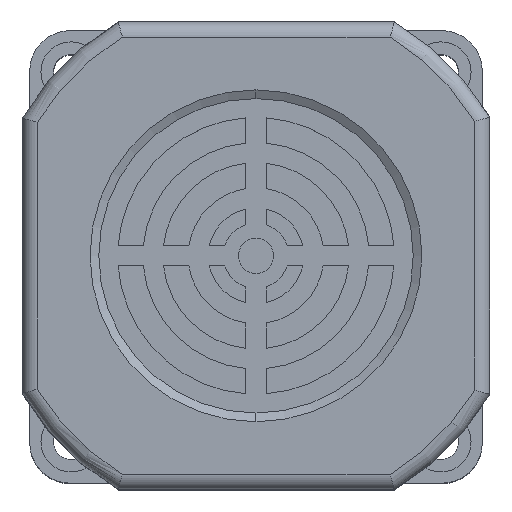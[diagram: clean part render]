
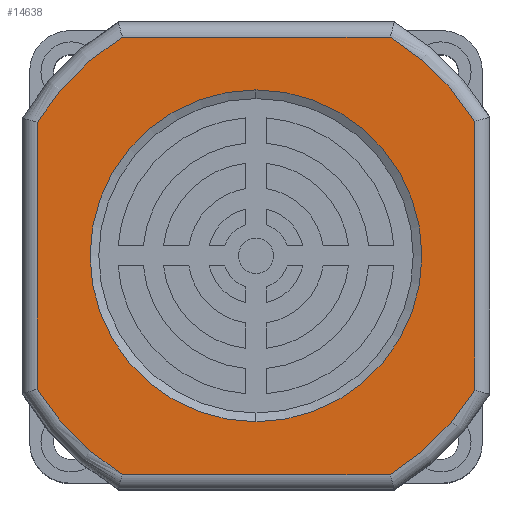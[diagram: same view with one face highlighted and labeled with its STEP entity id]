
A CAD part, top view. The second image highlights one B-rep face of the part: STEP entity #14638.
In plain terms, the highlighted face is planar.
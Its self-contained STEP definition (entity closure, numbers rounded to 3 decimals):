
#91 = DIRECTION ( 'NONE',  ( 0., -1., 0. ) ) ;
#185 = ORIENTED_EDGE ( 'NONE', *, *, #1084, .T. ) ;
#278 = EDGE_CURVE ( 'NONE', #14175, #5187, #5982, .T. ) ;
#305 = ORIENTED_EDGE ( 'NONE', *, *, #2450, .F. ) ;
#909 = ORIENTED_EDGE ( 'NONE', *, *, #5517, .F. ) ;
#914 = VERTEX_POINT ( 'NONE', #6454 ) ;
#1084 = EDGE_CURVE ( 'NONE', #3774, #14175, #15465, .T. ) ;
#1303 = EDGE_LOOP ( 'NONE', ( #13024, #185, #10655, #12334, #15186, #11325, #8162, #5721 ) ) ;
#1409 = CARTESIAN_POINT ( 'NONE',  ( 26.673, 0., -43.5 ) ) ;
#1452 = VERTEX_POINT ( 'NONE', #1454 ) ;
#1454 = CARTESIAN_POINT ( 'NONE',  ( 0., 0., 33. ) ) ;
#1909 = CARTESIAN_POINT ( 'NONE',  ( 0.05, 0., 0. ) ) ;
#2048 = CARTESIAN_POINT ( 'NONE',  ( 0.05, 0., 43.5 ) ) ;
#2090 = AXIS2_PLACEMENT_3D ( 'NONE', #7361, #91, #8593 ) ;
#2210 = DIRECTION ( 'NONE',  ( 0., 0., 1. ) ) ;
#2346 = EDGE_CURVE ( 'NONE', #4144, #3291, #12408, .T. ) ;
#2356 = DIRECTION ( 'NONE',  ( 0., -1., 0. ) ) ;
#2450 = EDGE_CURVE ( 'NONE', #1452, #15552, #4782, .T. ) ;
#2752 = VECTOR ( 'NONE', #9965, 1000. ) ;
#2760 = CARTESIAN_POINT ( 'NONE',  ( -26.572, 0., 43.5 ) ) ;
#3131 = DIRECTION ( 'NONE',  ( 0., 0., 1. ) ) ;
#3225 = DIRECTION ( 'NONE',  ( 0., -1., 0. ) ) ;
#3291 = VERTEX_POINT ( 'NONE', #9710 ) ;
#3380 = CARTESIAN_POINT ( 'NONE',  ( -43.5, 0., 0. ) ) ;
#3460 = AXIS2_PLACEMENT_3D ( 'NONE', #12697, #5418, #13958 ) ;
#3520 = CIRCLE ( 'NONE', #12560, 51. ) ;
#3774 = VERTEX_POINT ( 'NONE', #13195 ) ;
#4144 = VERTEX_POINT ( 'NONE', #6447 ) ;
#4331 = EDGE_CURVE ( 'NONE', #914, #3774, #6640, .T. ) ;
#4782 = CIRCLE ( 'NONE', #2090, 33. ) ;
#4888 = EDGE_CURVE ( 'NONE', #7580, #10793, #6250, .T. ) ;
#5187 = VERTEX_POINT ( 'NONE', #1409 ) ;
#5209 = EDGE_CURVE ( 'NONE', #10793, #914, #12869, .T. ) ;
#5418 = DIRECTION ( 'NONE',  ( 0., -1., 0. ) ) ;
#5517 = EDGE_CURVE ( 'NONE', #15552, #1452, #15523, .T. ) ;
#5721 = ORIENTED_EDGE ( 'NONE', *, *, #5209, .T. ) ;
#5982 = LINE ( 'NONE', #13603, #2752 ) ;
#6150 = FACE_BOUND ( 'NONE', #8645, .T. ) ;
#6250 = LINE ( 'NONE', #2048, #9462 ) ;
#6264 = VECTOR ( 'NONE', #10678, 1000. ) ;
#6379 = AXIS2_PLACEMENT_3D ( 'NONE', #10515, #3225, #11728 ) ;
#6388 = DIRECTION ( 'NONE',  ( 0., 0., 1. ) ) ;
#6415 = CARTESIAN_POINT ( 'NONE',  ( 0.05, 0., 0. ) ) ;
#6447 = CARTESIAN_POINT ( 'NONE',  ( 43.5, 0., -26.705 ) ) ;
#6454 = CARTESIAN_POINT ( 'NONE',  ( -43.5, 0., 26.54 ) ) ;
#6640 = LINE ( 'NONE', #3380, #6264 ) ;
#7093 = CIRCLE ( 'NONE', #6379, 51. ) ;
#7136 = EDGE_CURVE ( 'NONE', #5187, #4144, #3520, .T. ) ;
#7361 = CARTESIAN_POINT ( 'NONE',  ( 0., 0., 0. ) ) ;
#7580 = VERTEX_POINT ( 'NONE', #9336 ) ;
#7630 = DIRECTION ( 'NONE',  ( 0., 0., 1. ) ) ;
#8162 = ORIENTED_EDGE ( 'NONE', *, *, #4888, .T. ) ;
#8300 = AXIS2_PLACEMENT_3D ( 'NONE', #8775, #13678, #6388 ) ;
#8593 = DIRECTION ( 'NONE',  ( 0., 0., -1. ) ) ;
#8645 = EDGE_LOOP ( 'NONE', ( #909, #305 ) ) ;
#8681 = EDGE_CURVE ( 'NONE', #3291, #7580, #7093, .T. ) ;
#8775 = CARTESIAN_POINT ( 'NONE',  ( 0.05, 0., 0. ) ) ;
#8802 = VECTOR ( 'NONE', #2210, 1000. ) ;
#9336 = CARTESIAN_POINT ( 'NONE',  ( 26.673, 0., 43.5 ) ) ;
#9363 = FACE_OUTER_BOUND ( 'NONE', #1303, .T. ) ;
#9462 = VECTOR ( 'NONE', #10550, 1000. ) ;
#9602 = AXIS2_PLACEMENT_3D ( 'NONE', #1909, #10414, #3131 ) ;
#9622 = CARTESIAN_POINT ( 'NONE',  ( 0.05, 0., 0. ) ) ;
#9710 = CARTESIAN_POINT ( 'NONE',  ( 43.5, 0., 26.705 ) ) ;
#9965 = DIRECTION ( 'NONE',  ( 1., 0., 0. ) ) ;
#10414 = DIRECTION ( 'NONE',  ( 0., -1., 0. ) ) ;
#10515 = CARTESIAN_POINT ( 'NONE',  ( 0.05, 0., 0. ) ) ;
#10550 = DIRECTION ( 'NONE',  ( -1., 0., 0. ) ) ;
#10655 = ORIENTED_EDGE ( 'NONE', *, *, #278, .T. ) ;
#10678 = DIRECTION ( 'NONE',  ( 0., 0., -1. ) ) ;
#10793 = VERTEX_POINT ( 'NONE', #2760 ) ;
#10846 = DIRECTION ( 'NONE',  ( 0., 0., 1. ) ) ;
#11064 = CARTESIAN_POINT ( 'NONE',  ( -26.572, 0., -43.5 ) ) ;
#11325 = ORIENTED_EDGE ( 'NONE', *, *, #8681, .T. ) ;
#11728 = DIRECTION ( 'NONE',  ( 0., 0., 1. ) ) ;
#12217 = AXIS2_PLACEMENT_3D ( 'NONE', #6415, #14944, #7630 ) ;
#12334 = ORIENTED_EDGE ( 'NONE', *, *, #7136, .T. ) ;
#12408 = LINE ( 'NONE', #15458, #8802 ) ;
#12560 = AXIS2_PLACEMENT_3D ( 'NONE', #9622, #2356, #10846 ) ;
#12697 = CARTESIAN_POINT ( 'NONE',  ( 0., 0., 0. ) ) ;
#12869 = CIRCLE ( 'NONE', #12217, 51. ) ;
#13024 = ORIENTED_EDGE ( 'NONE', *, *, #4331, .T. ) ;
#13195 = CARTESIAN_POINT ( 'NONE',  ( -43.5, 0., -26.54 ) ) ;
#13603 = CARTESIAN_POINT ( 'NONE',  ( 0.05, 0., -43.5 ) ) ;
#13624 = PLANE ( 'NONE',  #8300 ) ;
#13678 = DIRECTION ( 'NONE',  ( 0., 1., 0. ) ) ;
#13958 = DIRECTION ( 'NONE',  ( 0., 0., -1. ) ) ;
#14175 = VERTEX_POINT ( 'NONE', #11064 ) ;
#14343 = CARTESIAN_POINT ( 'NONE',  ( 0., 0., -33. ) ) ;
#14638 = ADVANCED_FACE ( 'NONE', ( #9363, #6150 ), #13624, .F. ) ;
#14944 = DIRECTION ( 'NONE',  ( 0., -1., 0. ) ) ;
#15186 = ORIENTED_EDGE ( 'NONE', *, *, #2346, .T. ) ;
#15458 = CARTESIAN_POINT ( 'NONE',  ( 43.5, 0., 0. ) ) ;
#15465 = CIRCLE ( 'NONE', #9602, 51. ) ;
#15523 = CIRCLE ( 'NONE', #3460, 33. ) ;
#15552 = VERTEX_POINT ( 'NONE', #14343 ) ;
